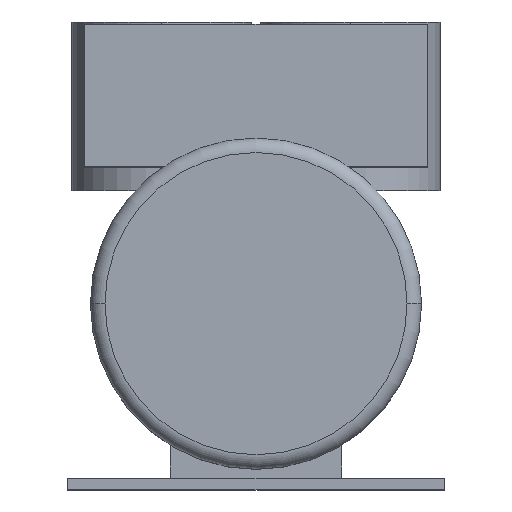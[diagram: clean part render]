
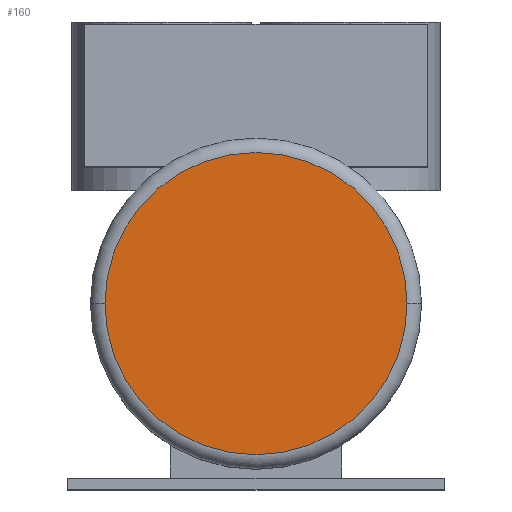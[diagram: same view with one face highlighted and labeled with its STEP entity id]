
A CAD part, top view. The second image highlights one B-rep face of the part: STEP entity #160.
In plain terms, the highlighted planar face has unit normal (0, 0, 1).
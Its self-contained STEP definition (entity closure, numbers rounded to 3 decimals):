
#35 = CIRCLE ( 'NONE', #1019, 52.92 ) ;
#79 = FACE_OUTER_BOUND ( 'NONE', #1313, .T. ) ;
#113 = AXIS2_PLACEMENT_3D ( 'NONE', #335, #1674, #1141 ) ;
#160 = ADVANCED_FACE ( 'NONE', ( #79 ), #216, .T. ) ;
#216 = PLANE ( 'NONE',  #442 ) ;
#274 = CARTESIAN_POINT ( 'NONE',  ( 52.92, 0., 44. ) ) ;
#335 = CARTESIAN_POINT ( 'NONE',  ( 0., 0., 44. ) ) ;
#412 = ORIENTED_EDGE ( 'NONE', *, *, #1182, .T. ) ;
#442 = AXIS2_PLACEMENT_3D ( 'NONE', #1515, #864, #1543 ) ;
#513 = CIRCLE ( 'NONE', #113, 52.92 ) ;
#606 = CARTESIAN_POINT ( 'NONE',  ( 0., 0., 44. ) ) ;
#749 = DIRECTION ( 'NONE',  ( 1., 0., 0. ) ) ;
#864 = DIRECTION ( 'NONE',  ( 0., 0., 1. ) ) ;
#865 = DIRECTION ( 'NONE',  ( 0., 0., 1. ) ) ;
#906 = CARTESIAN_POINT ( 'NONE',  ( -52.92, 0., 44. ) ) ;
#966 = EDGE_CURVE ( 'NONE', #1583, #1343, #35, .T. ) ;
#1019 = AXIS2_PLACEMENT_3D ( 'NONE', #606, #865, #749 ) ;
#1141 = DIRECTION ( 'NONE',  ( 1., 0., 0. ) ) ;
#1182 = EDGE_CURVE ( 'NONE', #1343, #1583, #513, .T. ) ;
#1313 = EDGE_LOOP ( 'NONE', ( #412, #1673 ) ) ;
#1343 = VERTEX_POINT ( 'NONE', #274 ) ;
#1515 = CARTESIAN_POINT ( 'NONE',  ( 0., 0., 44. ) ) ;
#1543 = DIRECTION ( 'NONE',  ( 1., 0., 0. ) ) ;
#1583 = VERTEX_POINT ( 'NONE', #906 ) ;
#1673 = ORIENTED_EDGE ( 'NONE', *, *, #966, .T. ) ;
#1674 = DIRECTION ( 'NONE',  ( 0., 0., 1. ) ) ;
